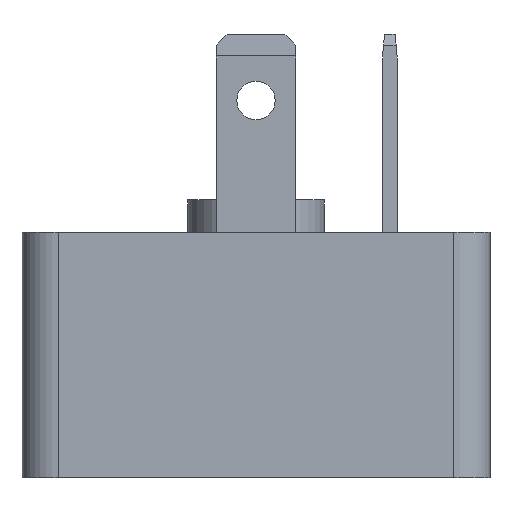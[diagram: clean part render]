
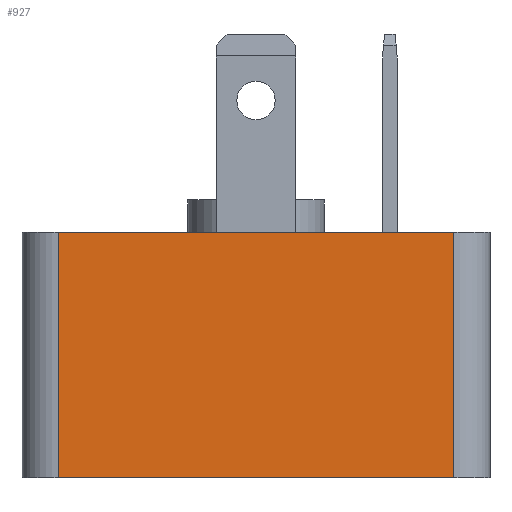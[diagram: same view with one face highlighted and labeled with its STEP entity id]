
A CAD part, left-side view. The second image highlights one B-rep face of the part: STEP entity #927.
In plain terms, the highlighted planar face has unit normal (-1, 0, 0).
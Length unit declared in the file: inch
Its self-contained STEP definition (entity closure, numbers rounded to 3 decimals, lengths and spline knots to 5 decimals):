
#29 = EDGE_CURVE ( 'NONE', #1994, #305, #1382, .T. ) ;
#48 = CARTESIAN_POINT ( 'NONE',  ( -0.3235, -0.3235, 0.339 ) ) ;
#62 = PLANE ( 'NONE',  #2454 ) ;
#74 = DIRECTION ( 'NONE',  ( 0., 0., -1. ) ) ;
#111 = ORIENTED_EDGE ( 'NONE', *, *, #1852, .T. ) ;
#136 = LINE ( 'NONE', #886, #1846 ) ;
#305 = VERTEX_POINT ( 'NONE', #844 ) ;
#317 = EDGE_CURVE ( 'NONE', #305, #2168, #1663, .T. ) ;
#453 = CARTESIAN_POINT ( 'NONE',  ( -0.3235, 0.2735, 0.339 ) ) ;
#737 = ORIENTED_EDGE ( 'NONE', *, *, #317, .T. ) ;
#746 = CARTESIAN_POINT ( 'NONE',  ( -0.3235, -0.3235, 0. ) ) ;
#748 = DIRECTION ( 'NONE',  ( 0., -1., 0. ) ) ;
#844 = CARTESIAN_POINT ( 'NONE',  ( -0.3235, 0.2735, 0. ) ) ;
#868 = DIRECTION ( 'NONE',  ( 0., 0., 1. ) ) ;
#886 = CARTESIAN_POINT ( 'NONE',  ( -0.3235, -0.2735, 0.339 ) ) ;
#891 = VERTEX_POINT ( 'NONE', #1925 ) ;
#927 = ADVANCED_FACE ( 'NONE', ( #2284 ), #62, .F. ) ;
#994 = LINE ( 'NONE', #1357, #2436 ) ;
#1146 = EDGE_CURVE ( 'NONE', #1994, #891, #994, .T. ) ;
#1357 = CARTESIAN_POINT ( 'NONE',  ( -0.3235, -0.3235, 0.339 ) ) ;
#1382 = LINE ( 'NONE', #1600, #2351 ) ;
#1600 = CARTESIAN_POINT ( 'NONE',  ( -0.3235, 0.2735, 0.339 ) ) ;
#1663 = LINE ( 'NONE', #746, #2127 ) ;
#1665 = DIRECTION ( 'NONE',  ( 0., 0., -1. ) ) ;
#1846 = VECTOR ( 'NONE', #868, 39.37008 ) ;
#1850 = EDGE_LOOP ( 'NONE', ( #737, #111, #2449, #2342 ) ) ;
#1852 = EDGE_CURVE ( 'NONE', #2168, #891, #136, .T. ) ;
#1925 = CARTESIAN_POINT ( 'NONE',  ( -0.3235, -0.2735, 0.339 ) ) ;
#1994 = VERTEX_POINT ( 'NONE', #453 ) ;
#2029 = CARTESIAN_POINT ( 'NONE',  ( -0.3235, -0.2735, 0. ) ) ;
#2127 = VECTOR ( 'NONE', #748, 39.37008 ) ;
#2168 = VERTEX_POINT ( 'NONE', #2029 ) ;
#2284 = FACE_OUTER_BOUND ( 'NONE', #1850, .T. ) ;
#2342 = ORIENTED_EDGE ( 'NONE', *, *, #29, .T. ) ;
#2351 = VECTOR ( 'NONE', #1665, 39.37008 ) ;
#2377 = DIRECTION ( 'NONE',  ( 0., -1., 0. ) ) ;
#2419 = DIRECTION ( 'NONE',  ( 1., 0., 0. ) ) ;
#2436 = VECTOR ( 'NONE', #2377, 39.37008 ) ;
#2449 = ORIENTED_EDGE ( 'NONE', *, *, #1146, .F. ) ;
#2454 = AXIS2_PLACEMENT_3D ( 'NONE', #48, #2419, #74 ) ;
